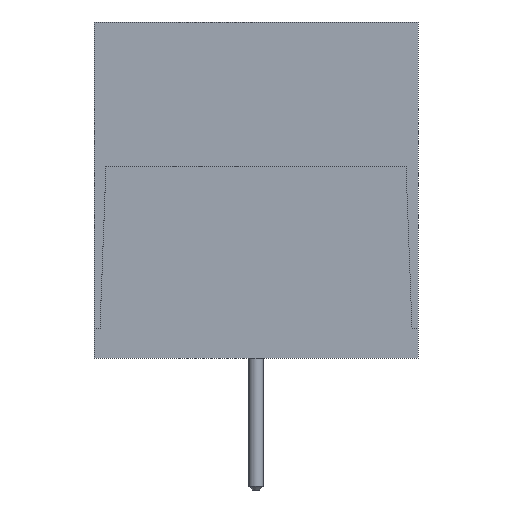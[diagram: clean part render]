
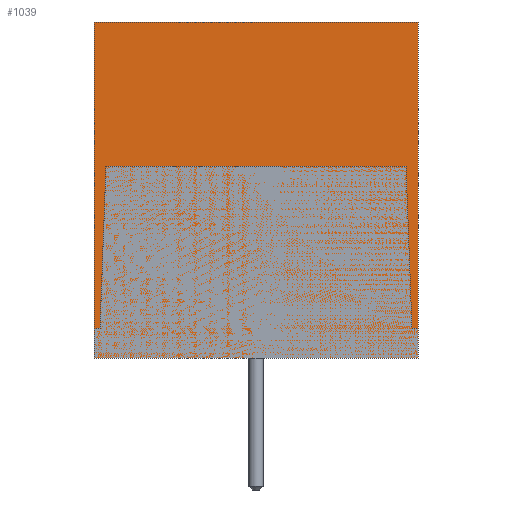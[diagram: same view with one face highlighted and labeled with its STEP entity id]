
A CAD part, left-side view. The second image highlights one B-rep face of the part: STEP entity #1039.
In plain terms, the highlighted planar face has unit normal (-1, 0, 0).
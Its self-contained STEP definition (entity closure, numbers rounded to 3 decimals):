
#730 = VERTEX_POINT('',#731);
#731 = CARTESIAN_POINT('',(-0.85,6.75,0.));
#740 = PLANE('',#741);
#741 = AXIS2_PLACEMENT_3D('',#742,#743,#744);
#742 = CARTESIAN_POINT('',(-0.85,6.75,0.));
#743 = DIRECTION('',(0.,0.,-1.));
#744 = DIRECTION('',(0.,-1.,0.));
#752 = PLANE('',#753);
#753 = AXIS2_PLACEMENT_3D('',#754,#755,#756);
#754 = CARTESIAN_POINT('',(-0.85,6.75,14.));
#755 = DIRECTION('',(0.,1.,0.));
#756 = DIRECTION('',(0.,0.,-1.));
#793 = VERTEX_POINT('',#794);
#794 = CARTESIAN_POINT('',(-0.85,-6.75,0.));
#808 = PLANE('',#809);
#809 = AXIS2_PLACEMENT_3D('',#810,#811,#812);
#810 = CARTESIAN_POINT('',(-0.85,-6.75,0.));
#811 = DIRECTION('',(0.,-1.,0.));
#812 = DIRECTION('',(0.,0.,1.));
#820 = EDGE_CURVE('',#730,#793,#821,.T.);
#821 = SURFACE_CURVE('',#822,(#826,#833),.PCURVE_S1.);
#822 = LINE('',#823,#824);
#823 = CARTESIAN_POINT('',(-0.85,6.75,0.));
#824 = VECTOR('',#825,1.);
#825 = DIRECTION('',(0.,-1.,0.));
#826 = PCURVE('',#740,#827);
#827 = DEFINITIONAL_REPRESENTATION('',(#828),#832);
#828 = LINE('',#829,#830);
#829 = CARTESIAN_POINT('',(0.,0.));
#830 = VECTOR('',#831,1.);
#831 = DIRECTION('',(1.,0.));
#832 = ( GEOMETRIC_REPRESENTATION_CONTEXT(2) 
PARAMETRIC_REPRESENTATION_CONTEXT() REPRESENTATION_CONTEXT('2D SPACE',''
  ) );
#833 = PCURVE('',#834,#839);
#834 = PLANE('',#835);
#835 = AXIS2_PLACEMENT_3D('',#836,#837,#838);
#836 = CARTESIAN_POINT('',(-0.85,0.,7.));
#837 = DIRECTION('',(-1.,0.,0.));
#838 = DIRECTION('',(0.,0.,-1.));
#839 = DEFINITIONAL_REPRESENTATION('',(#840),#844);
#840 = LINE('',#841,#842);
#841 = CARTESIAN_POINT('',(7.,-6.75));
#842 = VECTOR('',#843,1.);
#843 = DIRECTION('',(0.,1.));
#844 = ( GEOMETRIC_REPRESENTATION_CONTEXT(2) 
PARAMETRIC_REPRESENTATION_CONTEXT() REPRESENTATION_CONTEXT('2D SPACE',''
  ) );
#874 = VERTEX_POINT('',#875);
#875 = CARTESIAN_POINT('',(-0.85,-6.75,14.));
#889 = PLANE('',#890);
#890 = AXIS2_PLACEMENT_3D('',#891,#892,#893);
#891 = CARTESIAN_POINT('',(-0.85,-6.75,14.));
#892 = DIRECTION('',(0.,0.,1.));
#893 = DIRECTION('',(0.,1.,0.));
#901 = EDGE_CURVE('',#793,#874,#902,.T.);
#902 = SURFACE_CURVE('',#903,(#907,#914),.PCURVE_S1.);
#903 = LINE('',#904,#905);
#904 = CARTESIAN_POINT('',(-0.85,-6.75,0.));
#905 = VECTOR('',#906,1.);
#906 = DIRECTION('',(0.,0.,1.));
#907 = PCURVE('',#808,#908);
#908 = DEFINITIONAL_REPRESENTATION('',(#909),#913);
#909 = LINE('',#910,#911);
#910 = CARTESIAN_POINT('',(0.,0.));
#911 = VECTOR('',#912,1.);
#912 = DIRECTION('',(1.,0.));
#913 = ( GEOMETRIC_REPRESENTATION_CONTEXT(2) 
PARAMETRIC_REPRESENTATION_CONTEXT() REPRESENTATION_CONTEXT('2D SPACE',''
  ) );
#914 = PCURVE('',#834,#915);
#915 = DEFINITIONAL_REPRESENTATION('',(#916),#920);
#916 = LINE('',#917,#918);
#917 = CARTESIAN_POINT('',(7.,6.75));
#918 = VECTOR('',#919,1.);
#919 = DIRECTION('',(-1.,0.));
#920 = ( GEOMETRIC_REPRESENTATION_CONTEXT(2) 
PARAMETRIC_REPRESENTATION_CONTEXT() REPRESENTATION_CONTEXT('2D SPACE',''
  ) );
#950 = VERTEX_POINT('',#951);
#951 = CARTESIAN_POINT('',(-0.85,6.75,14.));
#972 = EDGE_CURVE('',#874,#950,#973,.T.);
#973 = SURFACE_CURVE('',#974,(#978,#985),.PCURVE_S1.);
#974 = LINE('',#975,#976);
#975 = CARTESIAN_POINT('',(-0.85,-6.75,14.));
#976 = VECTOR('',#977,1.);
#977 = DIRECTION('',(0.,1.,0.));
#978 = PCURVE('',#889,#979);
#979 = DEFINITIONAL_REPRESENTATION('',(#980),#984);
#980 = LINE('',#981,#982);
#981 = CARTESIAN_POINT('',(0.,0.));
#982 = VECTOR('',#983,1.);
#983 = DIRECTION('',(1.,0.));
#984 = ( GEOMETRIC_REPRESENTATION_CONTEXT(2) 
PARAMETRIC_REPRESENTATION_CONTEXT() REPRESENTATION_CONTEXT('2D SPACE',''
  ) );
#985 = PCURVE('',#834,#986);
#986 = DEFINITIONAL_REPRESENTATION('',(#987),#991);
#987 = LINE('',#988,#989);
#988 = CARTESIAN_POINT('',(-7.,6.75));
#989 = VECTOR('',#990,1.);
#990 = DIRECTION('',(0.,-1.));
#991 = ( GEOMETRIC_REPRESENTATION_CONTEXT(2) 
PARAMETRIC_REPRESENTATION_CONTEXT() REPRESENTATION_CONTEXT('2D SPACE',''
  ) );
#1019 = EDGE_CURVE('',#950,#730,#1020,.T.);
#1020 = SURFACE_CURVE('',#1021,(#1025,#1032),.PCURVE_S1.);
#1021 = LINE('',#1022,#1023);
#1022 = CARTESIAN_POINT('',(-0.85,6.75,14.));
#1023 = VECTOR('',#1024,1.);
#1024 = DIRECTION('',(0.,0.,-1.));
#1025 = PCURVE('',#752,#1026);
#1026 = DEFINITIONAL_REPRESENTATION('',(#1027),#1031);
#1027 = LINE('',#1028,#1029);
#1028 = CARTESIAN_POINT('',(0.,0.));
#1029 = VECTOR('',#1030,1.);
#1030 = DIRECTION('',(1.,0.));
#1031 = ( GEOMETRIC_REPRESENTATION_CONTEXT(2) 
PARAMETRIC_REPRESENTATION_CONTEXT() REPRESENTATION_CONTEXT('2D SPACE',''
  ) );
#1032 = PCURVE('',#834,#1033);
#1033 = DEFINITIONAL_REPRESENTATION('',(#1034),#1038);
#1034 = LINE('',#1035,#1036);
#1035 = CARTESIAN_POINT('',(-7.,-6.75));
#1036 = VECTOR('',#1037,1.);
#1037 = DIRECTION('',(1.,0.));
#1038 = ( GEOMETRIC_REPRESENTATION_CONTEXT(2) 
PARAMETRIC_REPRESENTATION_CONTEXT() REPRESENTATION_CONTEXT('2D SPACE',''
  ) );
#1039 = ADVANCED_FACE('',(#1040),#834,.T.);
#1040 = FACE_BOUND('',#1041,.T.);
#1041 = EDGE_LOOP('',(#1042,#1043,#1044,#1045));
#1042 = ORIENTED_EDGE('',*,*,#820,.T.);
#1043 = ORIENTED_EDGE('',*,*,#901,.T.);
#1044 = ORIENTED_EDGE('',*,*,#972,.T.);
#1045 = ORIENTED_EDGE('',*,*,#1019,.T.);
